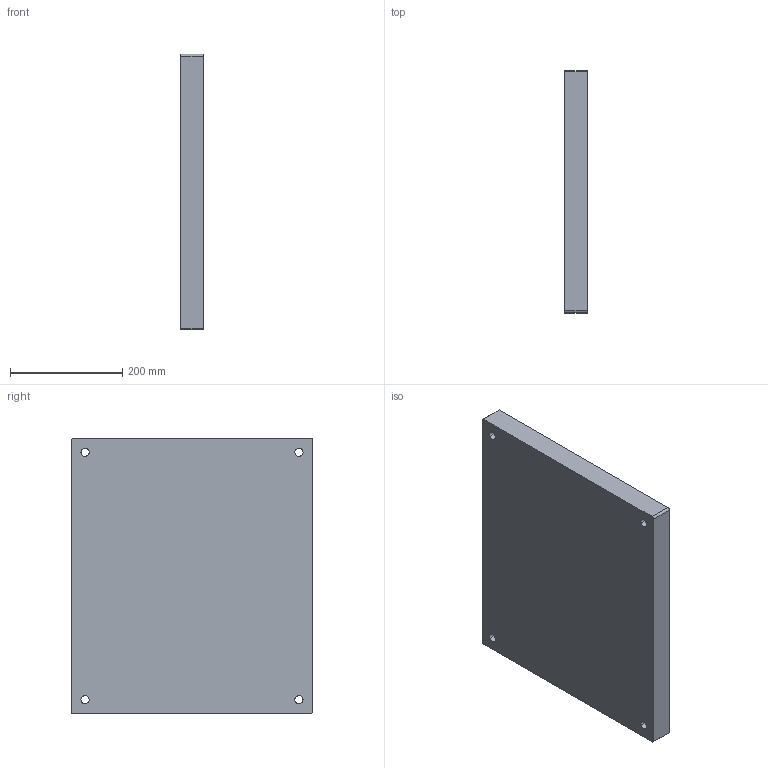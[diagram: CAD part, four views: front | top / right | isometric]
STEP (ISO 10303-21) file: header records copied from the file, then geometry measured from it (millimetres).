
FILE_DESCRIPTION(('CATIA V5 STEP Exchange'),'2;1');
FILE_NAME('KMD-P-1512-0430-SOCLE-SUPERIEUR.stp','2023-09-20T08:23:36+00:00',('none'),('none'),'Version 5-6 Release 2013','CATIA V5 STEP AP203','none');
FILE_SCHEMA(('CONFIG_CONTROL_DESIGN'));
Length unit declared in the file: millimetre
Products named in the file (1): KMD-P-1512-0430-SOCLE-SUPERIEUR
Bounding box: 40 x 432 x 492 mm (x, y, z)
Volume: 8419428.6 mm3; surface area: 510823.6 mm2
Topology: 1 solids, 1 shells, 48 faces, 112 edges, 77 vertices
Faces by surface type: cylinder 30, plane 18
Entity records: 1295 total; most frequent: CARTESIAN_POINT 219, ORIENTED_EDGE 216, DIRECTION 164, EDGE_CURVE 108, AXIS2_PLACEMENT_3D 87, VERTEX_POINT 72, EDGE_LOOP 66, CIRCLE 60
